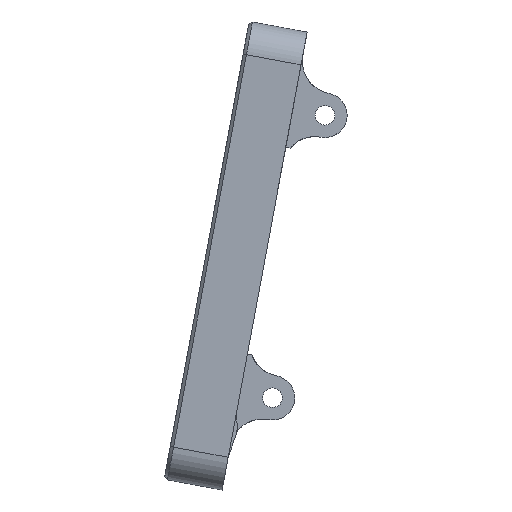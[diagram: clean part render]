
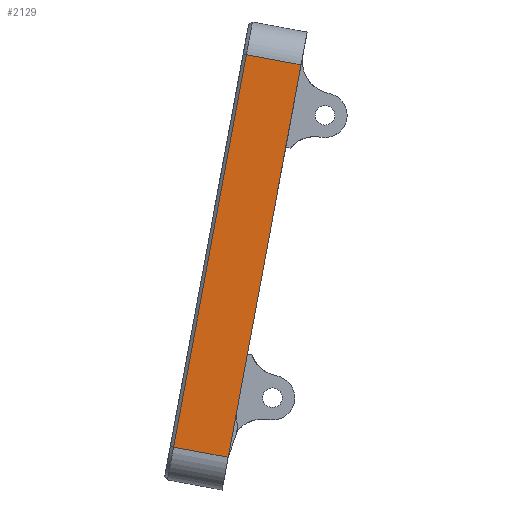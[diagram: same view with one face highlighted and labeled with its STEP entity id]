
A CAD part, left-side view. The second image highlights one B-rep face of the part: STEP entity #2129.
In plain terms, the highlighted planar face has unit normal (-1, 0, 0).
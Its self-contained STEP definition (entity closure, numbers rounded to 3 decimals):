
#76 = CARTESIAN_POINT ( 'NONE',  ( -50., 44.189, -31.278 ) ) ;
#114 = AXIS2_PLACEMENT_3D ( 'NONE', #1956, #1402, #4818 ) ;
#121 = VECTOR ( 'NONE', #1752, 1000. ) ;
#229 = CARTESIAN_POINT ( 'NONE',  ( -50., 52.546, -29.726 ) ) ;
#344 = ORIENTED_EDGE ( 'NONE', *, *, #2057, .F. ) ;
#416 = VECTOR ( 'NONE', #1759, 1000. ) ;
#751 = LINE ( 'NONE', #6168, #416 ) ;
#1196 = VERTEX_POINT ( 'NONE', #76 ) ;
#1402 = DIRECTION ( 'NONE',  ( 1., 0., 0. ) ) ;
#1419 = ORIENTED_EDGE ( 'NONE', *, *, #5936, .T. ) ;
#1443 = EDGE_CURVE ( 'NONE', #2246, #4929, #5120, .T. ) ;
#1454 = LINE ( 'NONE', #5460, #2417 ) ;
#1642 = CARTESIAN_POINT ( 'NONE',  ( -50., 52.546, -29.726 ) ) ;
#1752 = DIRECTION ( 'NONE',  ( 0., 0.183, -0.983 ) ) ;
#1759 = DIRECTION ( 'NONE',  ( 0., 0.183, -0.983 ) ) ;
#1924 = PLANE ( 'NONE',  #114 ) ;
#1956 = CARTESIAN_POINT ( 'NONE',  ( -50., 53.038, -29.635 ) ) ;
#2053 = ORIENTED_EDGE ( 'NONE', *, *, #2275, .T. ) ;
#2057 = EDGE_CURVE ( 'NONE', #4929, #1196, #751, .T. ) ;
#2129 = ADVANCED_FACE ( 'NONE', ( #3958 ), #1924, .F. ) ;
#2198 = CARTESIAN_POINT ( 'NONE',  ( -50., 41.895, 30.365 ) ) ;
#2243 = CARTESIAN_POINT ( 'NONE',  ( -50., 41.403, 30.274 ) ) ;
#2246 = VERTEX_POINT ( 'NONE', #2243 ) ;
#2268 = CARTESIAN_POINT ( 'NONE',  ( -50., 33.046, 28.722 ) ) ;
#2275 = EDGE_CURVE ( 'NONE', #2246, #3887, #2304, .T. ) ;
#2290 = EDGE_LOOP ( 'NONE', ( #5995, #2053, #1419, #344 ) ) ;
#2304 = LINE ( 'NONE', #229, #121 ) ;
#2417 = VECTOR ( 'NONE', #2952, 1000. ) ;
#2952 = DIRECTION ( 'NONE',  ( 0., -0.983, -0.183 ) ) ;
#3497 = VECTOR ( 'NONE', #4583, 1000. ) ;
#3887 = VERTEX_POINT ( 'NONE', #1642 ) ;
#3958 = FACE_OUTER_BOUND ( 'NONE', #2290, .T. ) ;
#4583 = DIRECTION ( 'NONE',  ( 0., -0.983, -0.183 ) ) ;
#4818 = DIRECTION ( 'NONE',  ( 0., 0., -1. ) ) ;
#4929 = VERTEX_POINT ( 'NONE', #2268 ) ;
#5120 = LINE ( 'NONE', #2198, #3497 ) ;
#5460 = CARTESIAN_POINT ( 'NONE',  ( -50., 53.038, -29.635 ) ) ;
#5936 = EDGE_CURVE ( 'NONE', #3887, #1196, #1454, .T. ) ;
#5995 = ORIENTED_EDGE ( 'NONE', *, *, #1443, .F. ) ;
#6168 = CARTESIAN_POINT ( 'NONE',  ( -50., 33.046, 28.722 ) ) ;
